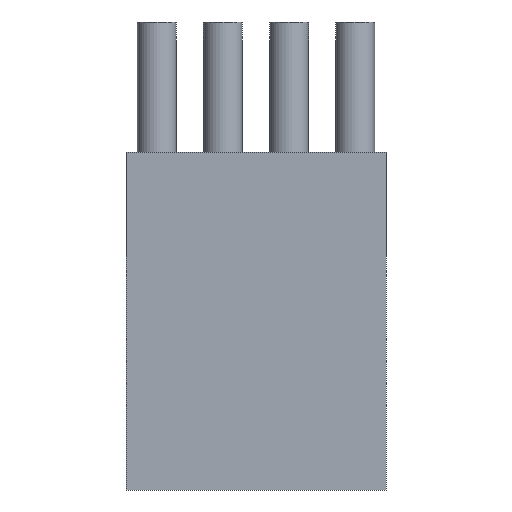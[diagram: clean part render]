
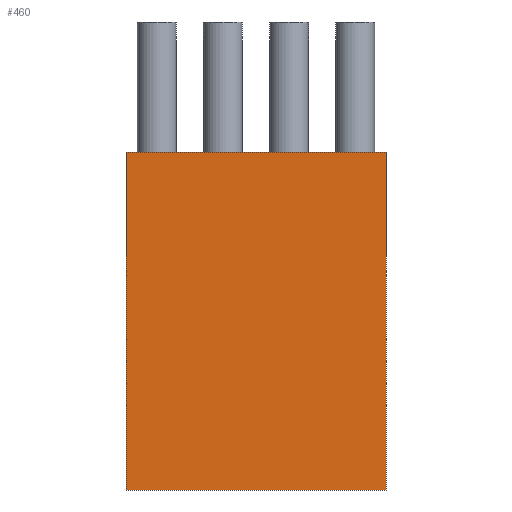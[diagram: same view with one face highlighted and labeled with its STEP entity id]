
A CAD part, front view. The second image highlights one B-rep face of the part: STEP entity #460.
In plain terms, the highlighted planar face has unit normal (0, -1, 0).
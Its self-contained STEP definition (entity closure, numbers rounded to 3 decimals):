
#4 = VERTEX_POINT ( 'NONE', #529 ) ;
#5 = VERTEX_POINT ( 'NONE', #292 ) ;
#14 = VECTOR ( 'NONE', #249, 1000. ) ;
#18 = CARTESIAN_POINT ( 'NONE',  ( 5., 0., 6.5 ) ) ;
#80 = DIRECTION ( 'NONE',  ( -1., 0., 0. ) ) ;
#106 = ORIENTED_EDGE ( 'NONE', *, *, #524, .F. ) ;
#112 = VECTOR ( 'NONE', #488, 1000. ) ;
#133 = EDGE_CURVE ( 'NONE', #173, #258, #543, .T. ) ;
#134 = CARTESIAN_POINT ( 'NONE',  ( -5., 0., 6.5 ) ) ;
#137 = AXIS2_PLACEMENT_3D ( 'NONE', #157, #557, #139 ) ;
#139 = DIRECTION ( 'NONE',  ( 0., 0., -1. ) ) ;
#157 = CARTESIAN_POINT ( 'NONE',  ( 0., 0., 0. ) ) ;
#173 = VERTEX_POINT ( 'NONE', #603 ) ;
#183 = EDGE_CURVE ( 'NONE', #258, #4, #500, .T. ) ;
#249 = DIRECTION ( 'NONE',  ( 0., 0., 1. ) ) ;
#258 = VERTEX_POINT ( 'NONE', #458 ) ;
#260 = VECTOR ( 'NONE', #408, 1000. ) ;
#261 = LINE ( 'NONE', #264, #260 ) ;
#264 = CARTESIAN_POINT ( 'NONE',  ( -5., 0., 6.5 ) ) ;
#280 = FACE_OUTER_BOUND ( 'NONE', #358, .T. ) ;
#292 = CARTESIAN_POINT ( 'NONE',  ( 5., 0., 6.5 ) ) ;
#358 = EDGE_LOOP ( 'NONE', ( #106, #495, #396, #419 ) ) ;
#396 = ORIENTED_EDGE ( 'NONE', *, *, #183, .F. ) ;
#408 = DIRECTION ( 'NONE',  ( 1., 0., 0. ) ) ;
#414 = CARTESIAN_POINT ( 'NONE',  ( -5., 0., -6.5 ) ) ;
#419 = ORIENTED_EDGE ( 'NONE', *, *, #133, .F. ) ;
#439 = PLANE ( 'NONE',  #137 ) ;
#457 = LINE ( 'NONE', #18, #112 ) ;
#458 = CARTESIAN_POINT ( 'NONE',  ( -5., 0., -6.5 ) ) ;
#460 = ADVANCED_FACE ( 'NONE', ( #280 ), #439, .T. ) ;
#488 = DIRECTION ( 'NONE',  ( 0., 0., -1. ) ) ;
#495 = ORIENTED_EDGE ( 'NONE', *, *, #510, .F. ) ;
#500 = LINE ( 'NONE', #134, #14 ) ;
#510 = EDGE_CURVE ( 'NONE', #4, #5, #261, .T. ) ;
#524 = EDGE_CURVE ( 'NONE', #5, #173, #457, .T. ) ;
#529 = CARTESIAN_POINT ( 'NONE',  ( -5., 0., 6.5 ) ) ;
#543 = LINE ( 'NONE', #414, #556 ) ;
#556 = VECTOR ( 'NONE', #80, 1000. ) ;
#557 = DIRECTION ( 'NONE',  ( 0., -1., 0. ) ) ;
#603 = CARTESIAN_POINT ( 'NONE',  ( 5., 0., -6.5 ) ) ;
